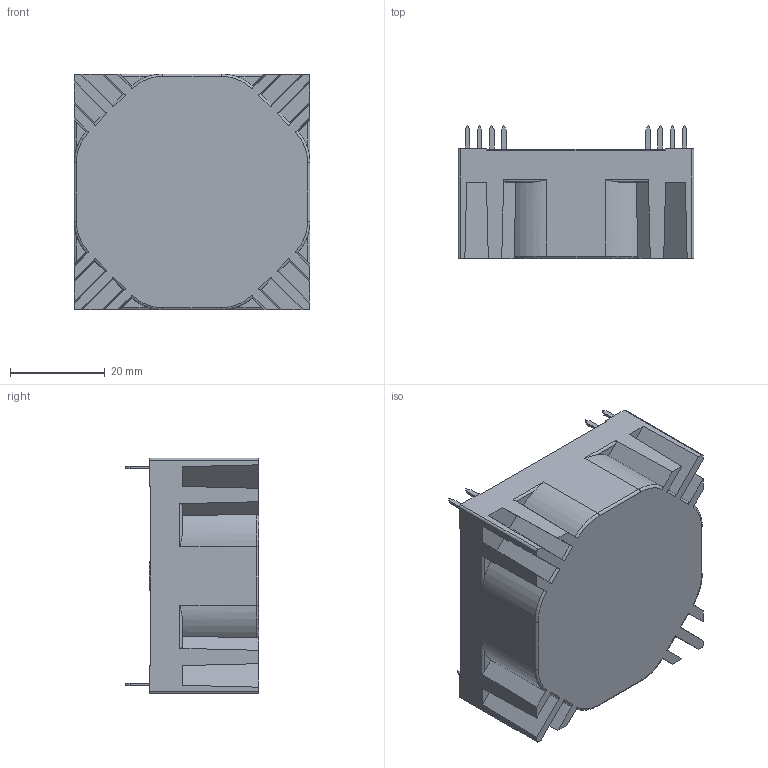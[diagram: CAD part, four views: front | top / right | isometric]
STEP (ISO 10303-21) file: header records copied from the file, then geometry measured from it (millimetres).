
FILE_DESCRIPTION (( 'STEP AP214' ), '1' );
FILE_NAME ('L01-633X Series.STEP', '2018-02-26T14:23:29', ( 'Kamal Priyanath' ), ( '' ), 'SwSTEP 2.0', 'SolidWorks 2015', '' );
FILE_SCHEMA (( 'AUTOMOTIVE_DESIGN' ));
Length unit declared in the file: millimetre
Products named in the file (13): Pin; 7VA With fins_25; L01-633X Series; 7VA With fins
Assembly tree (10 placements, depth 2):
  Pin
  Pin
  L01-633X Series
    7VA With fins_25
    Pin  x8
  Pin
  Pin
Bounding box: 49.7 x 28.1 x 49.7 mm (x, y, z)
Volume: 52172.5 mm3; surface area: 11966.5 mm2
Topology: 9 solids, 9 shells, 312 faces, 861 edges, 570 vertices
Faces by surface type: plane 229, cylinder 70, torus 8, cone 3, bspline 2
Entity records: 9092 total; most frequent: CARTESIAN_POINT 2700, ORIENTED_EDGE 964, DIRECTION 811, EDGE_CURVE 482, LINE 333, VECTOR 333, VERTEX_POINT 316, AXIS2_PLACEMENT_3D 239
